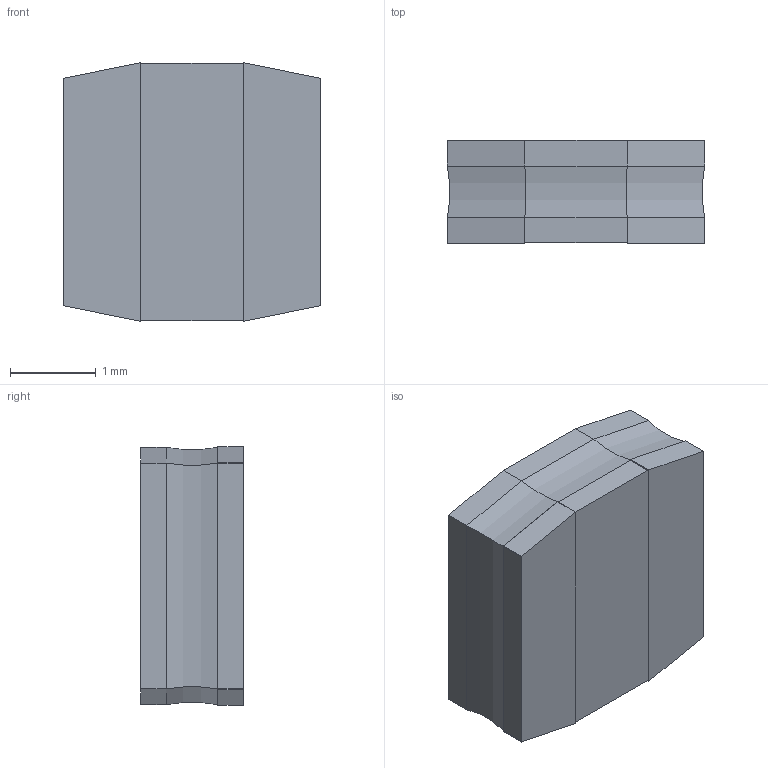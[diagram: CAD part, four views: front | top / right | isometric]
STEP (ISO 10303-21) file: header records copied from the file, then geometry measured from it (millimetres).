
FILE_DESCRIPTION(/* description */ (''),/* implementation_level */ '2;1');
FILE_NAME(/* name */ '3012.step',/* time_stamp */ '2021-12-26T01:11:33+01:00',/* author */ (''),/* organization */ (''),/* preprocessor_version */ 'ST-DEVELOPER v18.1',/* originating_system */ 'Autodesk Translation Framework v10.10.0.1391',/* authorisation */ '');
FILE_SCHEMA (('AUTOMOTIVE_DESIGN { 1 0 10303 214 3 1 1 }'));
Length unit declared in the file: millimetre
Products named in the file (1): 3012
Bounding box: 3 x 1.2 x 3.02 mm (x, y, z)
Volume: 10.2 mm3; surface area: 31 mm2
Topology: 1 solids, 1 shells, 46 faces, 104 edges, 60 vertices
Faces by surface type: plane 38, cylinder 8
Entity records: 1294 total; most frequent: CARTESIAN_POINT 211, ORIENTED_EDGE 208, DIRECTION 206, EDGE_CURVE 104, LINE 96, VECTOR 96, VERTEX_POINT 60, AXIS2_PLACEMENT_3D 55
